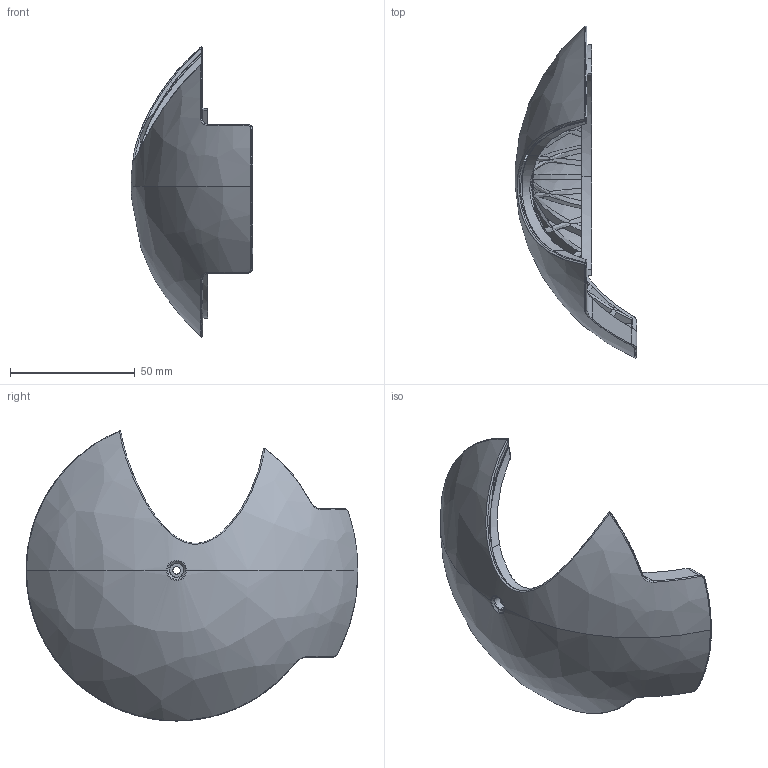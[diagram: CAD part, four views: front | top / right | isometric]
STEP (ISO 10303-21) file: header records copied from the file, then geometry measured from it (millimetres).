
FILE_DESCRIPTION (( 'STEP AP203' ), '1' );
FILE_NAME ('2015-09-22_Kopf_Seitendeckel_R.STEP', '2015-09-22T16:15:47', ( 'Anwender' ), ( '' ), 'SwSTEP 2.0', 'SolidWorks 2014', '' );
FILE_SCHEMA (( 'CONFIG_CONTROL_DESIGN' ));
Length unit declared in the file: millimetre
Products named in the file (1): 2015-09-22_Kopf_Seitendeckel_R
Bounding box: 48.7 x 133.15 x 116.33 mm (x, y, z)
Volume: 45643.3 mm3; surface area: 43219.2 mm2
Topology: 1 solids, 17 shells, 749 faces, 1820 edges, 1106 vertices
Faces by surface type: plane 376, cylinder 201, bspline 170, cone 2
Entity records: 27361 total; most frequent: CARTESIAN_POINT 11918, ORIENTED_EDGE 3636, DIRECTION 2557, EDGE_CURVE 1818, VERTEX_POINT 1106, AXIS2_PLACEMENT_3D 1010, B_SPLINE_CURVE_WITH_KNOTS 836, EDGE_LOOP 754
